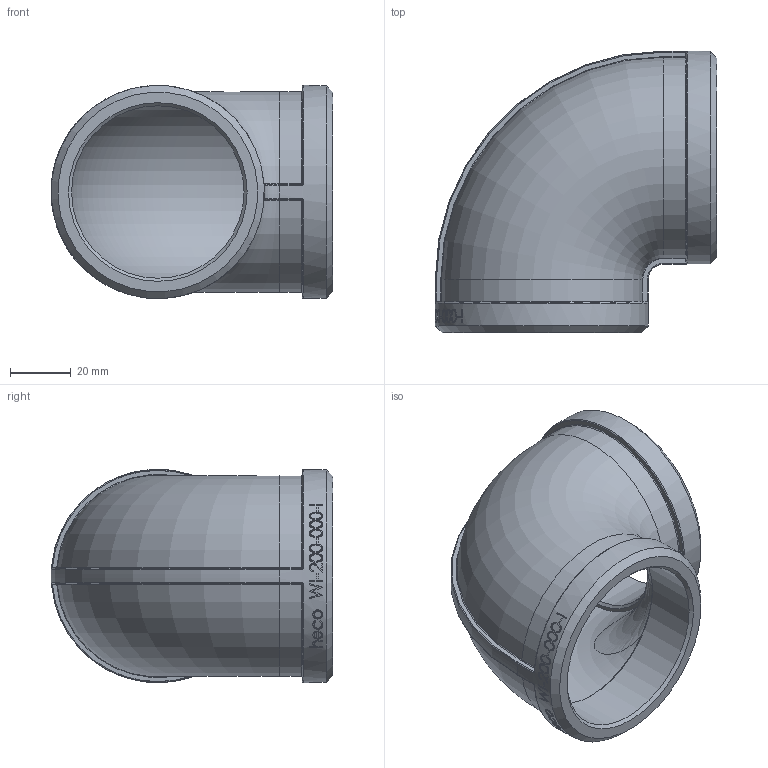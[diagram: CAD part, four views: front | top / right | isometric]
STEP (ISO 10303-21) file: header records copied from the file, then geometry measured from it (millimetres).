
FILE_DESCRIPTION (( 'STEP AP214' ), '1' );
FILE_NAME ('heco_WI-200-000-I1.STEP', '2016-07-11T12:37:44', ( '' ), ( '' ), 'SwSTEP 2.0', 'SolidWorks 2011', '' );
FILE_SCHEMA (( 'AUTOMOTIVE_DESIGN' ));
Length unit declared in the file: millimetre
Products named in the file (1): heco_WI-200-000-I1
Bounding box: 92.55 x 92.49 x 70 mm (x, y, z)
Volume: 75088.4 mm3; surface area: 42414.1 mm2
Topology: 1 solids, 1 shells, 251 faces, 612 edges, 388 vertices
Faces by surface type: bspline 109, cylinder 56, plane 51, torus 21, sphere 8, cone 6
Full cylindrical faces by diameter (mm): 56.656 x2, 70 x2
Entity records: 33710 total; most frequent: CARTESIAN_POINT 26843, ORIENTED_EDGE 1196, DIRECTION 782, EDGE_CURVE 598, VERTEX_POINT 384, EDGE_LOOP 288, AXIS2_PLACEMENT_3D 281, FACE_OUTER_BOUND 255
